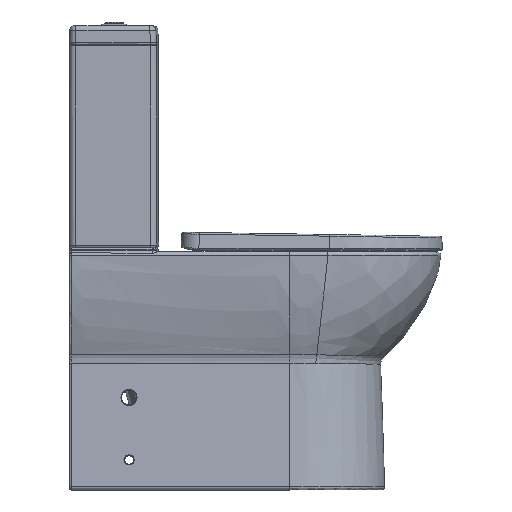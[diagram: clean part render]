
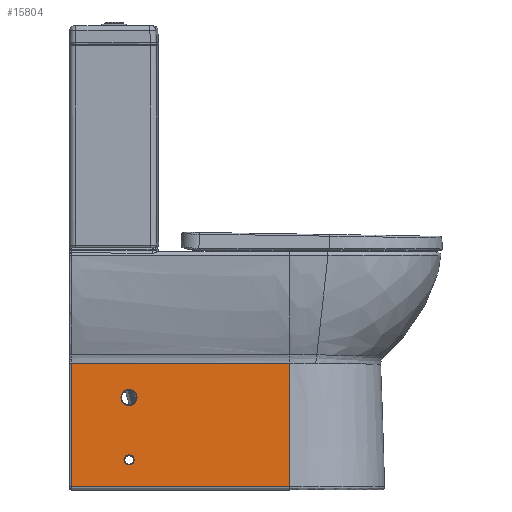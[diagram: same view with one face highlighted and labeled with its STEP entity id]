
A CAD part, top view. The second image highlights one B-rep face of the part: STEP entity #15804.
In plain terms, the highlighted planar face has unit normal (0, 0.032, 1).
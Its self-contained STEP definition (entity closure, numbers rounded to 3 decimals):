
#2264=DIRECTION('',(0.,-0.999,0.032));
#2265=VECTOR('',#2264,207.185);
#2266=CARTESIAN_POINT('',(-247.,-187.761,
153.247));
#2267=LINE('',#2266,#2265);
#2268=CARTESIAN_POINT('',(-247.,-187.761,
153.247));
#2269=CARTESIAN_POINT('',(-240.46,-187.761,
153.247));
#2270=CARTESIAN_POINT('',(-226.641,-187.76,
153.247));
#2271=CARTESIAN_POINT('',(-203.85,-187.759,
153.247));
#2272=CARTESIAN_POINT('',(-178.544,-187.756,
153.247));
#2273=CARTESIAN_POINT('',(-150.556,-187.751,
153.247));
#2274=CARTESIAN_POINT('',(-118.964,-187.741,
153.246));
#2275=CARTESIAN_POINT('',(-87.625,-187.722,
153.246));
#2276=CARTESIAN_POINT('',(-61.403,-187.695,
153.245));
#2277=CARTESIAN_POINT('',(-37.742,-187.66,
153.244));
#2278=CARTESIAN_POINT('',(-16.697,-187.625,
153.243));
#2279=CARTESIAN_POINT('',(2.27,-187.597,153.242));
#2280=CARTESIAN_POINT('',(19.405,-187.584,153.241));
#2281=CARTESIAN_POINT('',(34.961,-187.589,153.241));
#2282=CARTESIAN_POINT('',(49.123,-187.61,153.242));
#2283=CARTESIAN_POINT('',(62.049,-187.639,153.243));
#2284=CARTESIAN_POINT('',(73.872,-187.677,153.244));
#2285=CARTESIAN_POINT('',(84.718,-187.718,153.246));
#2286=CARTESIAN_POINT('',(94.665,-187.764,153.247));
#2287=CARTESIAN_POINT('',(103.816,-187.79,153.248));
#2288=CARTESIAN_POINT('',(112.192,-187.838,153.249));
#2289=CARTESIAN_POINT('',(117.295,-187.855,153.25));
#2290=CARTESIAN_POINT('',(119.724,-187.862,153.25));
#2292=CARTESIAN_POINT('',(119.724,-187.862,153.25));
#2293=CARTESIAN_POINT('',(119.755,-187.862,153.25));
#2294=CARTESIAN_POINT('',(119.816,-187.862,153.25));
#2295=CARTESIAN_POINT('',(119.908,-187.863,153.25));
#2296=CARTESIAN_POINT('',(119.969,-187.863,153.25));
#2297=CARTESIAN_POINT('',(120.,-187.863,153.25));
#2299=DIRECTION('',(0.,-0.999,0.032));
#2300=VECTOR('',#2299,207.082);
#2301=CARTESIAN_POINT('',(120.,-187.863,153.25));
#2302=LINE('',#2301,#2300);
#2303=DIRECTION('',(-1.,0.,0.));
#2304=VECTOR('',#2303,367.);
#2305=CARTESIAN_POINT('',(120.,-394.841,159.836));
#2306=LINE('',#2305,#2304);
#2307=CARTESIAN_POINT('',(-136.5,-244.968,155.067));
#2308=CARTESIAN_POINT('',(-136.5,-246.233,
155.107));
#2309=CARTESIAN_POINT('',(-136.842,-248.656,
155.185));
#2310=CARTESIAN_POINT('',(-138.325,-252.081,
155.293));
#2311=CARTESIAN_POINT('',(-140.679,-254.966,
155.385));
#2312=CARTESIAN_POINT('',(-143.72,-257.109,
155.453));
#2313=CARTESIAN_POINT('',(-147.231,-258.354,
155.493));
#2314=CARTESIAN_POINT('',(-150.94,-258.604,
155.501));
#2315=CARTESIAN_POINT('',(-154.589,-257.847,
155.477));
#2316=CARTESIAN_POINT('',(-157.909,-256.113,
155.422));
#2317=CARTESIAN_POINT('',(-160.469,-253.697,
155.345));
#2318=CARTESIAN_POINT('',(-162.111,-251.156,
155.264));
#2319=CARTESIAN_POINT('',(-163.174,-248.423,
155.177));
#2320=CARTESIAN_POINT('',(-163.5,-246.175,
155.106));
#2321=CARTESIAN_POINT('',(-163.5,-244.968,155.067));
#2323=CARTESIAN_POINT('',(-163.5,-244.968,155.067));
#2324=CARTESIAN_POINT('',(-163.5,-243.703,
155.027));
#2325=CARTESIAN_POINT('',(-163.158,-241.281,
154.95));
#2326=CARTESIAN_POINT('',(-161.675,-237.856,
154.841));
#2327=CARTESIAN_POINT('',(-159.321,-234.971,
154.749));
#2328=CARTESIAN_POINT('',(-156.28,-232.827,
154.681));
#2329=CARTESIAN_POINT('',(-152.769,-231.583,
154.641));
#2330=CARTESIAN_POINT('',(-149.06,-231.332,
154.633));
#2331=CARTESIAN_POINT('',(-145.411,-232.09,
154.657));
#2332=CARTESIAN_POINT('',(-142.091,-233.823,
154.713));
#2333=CARTESIAN_POINT('',(-139.531,-236.24,
154.789));
#2334=CARTESIAN_POINT('',(-137.889,-238.78,
154.87));
#2335=CARTESIAN_POINT('',(-136.826,-241.513,
154.957));
#2336=CARTESIAN_POINT('',(-136.5,-243.761,
155.029));
#2337=CARTESIAN_POINT('',(-136.5,-244.968,155.067));
#2339=CARTESIAN_POINT('',(-141.5,-349.968,158.408));
#2340=CARTESIAN_POINT('',(-141.5,-350.896,
158.438));
#2341=CARTESIAN_POINT('',(-141.788,-352.65,
158.493));
#2342=CARTESIAN_POINT('',(-143.034,-355.088,
158.571));
#2343=CARTESIAN_POINT('',(-144.971,-356.996,
158.632));
#2344=CARTESIAN_POINT('',(-147.407,-358.214,
158.67));
#2345=CARTESIAN_POINT('',(-150.102,-358.609,
158.683));
#2346=CARTESIAN_POINT('',(-152.779,-358.157,
158.669));
#2347=CARTESIAN_POINT('',(-155.215,-356.852,
158.627));
#2348=CARTESIAN_POINT('',(-156.987,-355.024,
158.569));
#2349=CARTESIAN_POINT('',(-158.185,-352.717,
158.496));
#2350=CARTESIAN_POINT('',(-158.5,-350.93,
158.439));
#2351=CARTESIAN_POINT('',(-158.5,-349.968,158.408));
#2353=CARTESIAN_POINT('',(-158.5,-349.968,158.408));
#2354=CARTESIAN_POINT('',(-158.5,-349.04,
158.379));
#2355=CARTESIAN_POINT('',(-158.212,-347.287,
158.323));
#2356=CARTESIAN_POINT('',(-156.966,-344.849,
158.245));
#2357=CARTESIAN_POINT('',(-155.029,-342.94,
158.184));
#2358=CARTESIAN_POINT('',(-152.593,-341.722,
158.146));
#2359=CARTESIAN_POINT('',(-149.898,-341.328,
158.133));
#2360=CARTESIAN_POINT('',(-147.221,-341.779,
158.148));
#2361=CARTESIAN_POINT('',(-144.785,-343.085,
158.189));
#2362=CARTESIAN_POINT('',(-143.013,-344.913,
158.247));
#2363=CARTESIAN_POINT('',(-141.815,-347.22,
158.321));
#2364=CARTESIAN_POINT('',(-141.5,-349.006,
158.377));
#2365=CARTESIAN_POINT('',(-141.5,-349.968,158.408));
#2427=CARTESIAN_POINT('',(120.,-394.841,159.836));
#2429=CARTESIAN_POINT('',(120.,-187.863,153.25));
#7402=VERTEX_POINT('',#2429);
#7434=VERTEX_POINT('',#2427);
#7484=VERTEX_POINT('',#2292);
#7958=CARTESIAN_POINT('',(-247.,-394.841,159.836));
#7959=VERTEX_POINT('',#7958);
#7962=CARTESIAN_POINT('',(-247.,-187.761,
153.247));
#7963=VERTEX_POINT('',#7962);
#8276=VERTEX_POINT('',#2307);
#8277=VERTEX_POINT('',#2321);
#8280=VERTEX_POINT('',#2339);
#8281=VERTEX_POINT('',#2351);
#15776=CARTESIAN_POINT('',(-65.,-290.,156.5));
#15777=DIRECTION('',(0.,0.032,0.999));
#15778=DIRECTION('',(1.,0.,0.));
#15779=AXIS2_PLACEMENT_3D('',#15776,#15777,#15778);
#15780=PLANE('',#15779);
#15782=ORIENTED_EDGE('',*,*,#15781,.F.);
#15784=ORIENTED_EDGE('',*,*,#15783,.T.);
#15786=ORIENTED_EDGE('',*,*,#15785,.T.);
#15788=ORIENTED_EDGE('',*,*,#15787,.T.);
#15790=ORIENTED_EDGE('',*,*,#15789,.T.);
#15791=EDGE_LOOP('',(#15782,#15784,#15786,#15788,#15790));
#15792=FACE_OUTER_BOUND('',#15791,.F.);
#15794=ORIENTED_EDGE('',*,*,#15793,.F.);
#15796=ORIENTED_EDGE('',*,*,#15795,.F.);
#15797=EDGE_LOOP('',(#15794,#15796));
#15798=FACE_BOUND('',#15797,.F.);
#15800=ORIENTED_EDGE('',*,*,#15799,.F.);
#15801=ORIENTED_EDGE('',*,*,#15766,.F.);
#15802=EDGE_LOOP('',(#15800,#15801));
#15803=FACE_BOUND('',#15802,.F.);
#15804=ADVANCED_FACE('',(#15792,#15798,#15803),#15780,.T.);
#2291=B_SPLINE_CURVE_WITH_KNOTS('',3,(#2268,#2269,#2270,#2271,#2272,#2273,#2274,
#2275,#2276,#2277,#2278,#2279,#2280,#2281,#2282,#2283,#2284,#2285,#2286,#2287,
#2288,#2289,#2290),.UNSPECIFIED.,.F.,.F.,(4,1,1,1,1,1,1,1,1,1,1,1,1,1,1,1,1,1,1,
1,4),(0.,0.05,0.1,0.15,0.2,0.25,0.3,0.35,0.4,0.45,0.5,
0.55,0.6,0.65,0.7,0.75,0.8,0.85,0.9,0.95,1.),.UNSPECIFIED.);
#2298=B_SPLINE_CURVE_WITH_KNOTS('',3,(#2292,#2293,#2294,#2295,#2296,#2297),
.UNSPECIFIED.,.F.,.F.,(4,1,1,4),(0.,0.333,0.667,1.),
.UNSPECIFIED.);
#2322=B_SPLINE_CURVE_WITH_KNOTS('',3,(#2307,#2308,#2309,#2310,#2311,#2312,#2313,
#2314,#2315,#2316,#2317,#2318,#2319,#2320,#2321),.UNSPECIFIED.,.F.,.F.,(4,1,1,1,
1,1,1,1,1,1,1,1,4),(0.,0.083,0.167,0.25,
0.333,0.417,0.5,0.583,0.667,
0.75,0.833,0.917,1.),.UNSPECIFIED.);
#2338=B_SPLINE_CURVE_WITH_KNOTS('',3,(#2323,#2324,#2325,#2326,#2327,#2328,#2329,
#2330,#2331,#2332,#2333,#2334,#2335,#2336,#2337),.UNSPECIFIED.,.F.,.F.,(4,1,1,1,
1,1,1,1,1,1,1,1,4),(0.,0.083,0.167,0.25,
0.333,0.417,0.5,0.583,0.667,
0.75,0.833,0.917,1.),.UNSPECIFIED.);
#2352=B_SPLINE_CURVE_WITH_KNOTS('',3,(#2339,#2340,#2341,#2342,#2343,#2344,#2345,
#2346,#2347,#2348,#2349,#2350,#2351),.UNSPECIFIED.,.F.,.F.,(4,1,1,1,1,1,1,1,1,1,
4),(0.,0.1,0.2,0.3,0.4,0.5,0.6,0.7,0.8,0.9,1.),
.UNSPECIFIED.);
#2366=B_SPLINE_CURVE_WITH_KNOTS('',3,(#2353,#2354,#2355,#2356,#2357,#2358,#2359,
#2360,#2361,#2362,#2363,#2364,#2365),.UNSPECIFIED.,.F.,.F.,(4,1,1,1,1,1,1,1,1,1,
4),(0.,0.1,0.2,0.3,0.4,0.5,0.6,0.7,0.8,0.9,1.),
.UNSPECIFIED.);
#15766=EDGE_CURVE('',#8281,#8280,#2366,.T.);
#15781=EDGE_CURVE('',#7963,#7959,#2267,.T.);
#15783=EDGE_CURVE('',#7963,#7484,#2291,.T.);
#15785=EDGE_CURVE('',#7484,#7402,#2298,.T.);
#15787=EDGE_CURVE('',#7402,#7434,#2302,.T.);
#15789=EDGE_CURVE('',#7434,#7959,#2306,.T.);
#15793=EDGE_CURVE('',#8276,#8277,#2322,.T.);
#15795=EDGE_CURVE('',#8277,#8276,#2338,.T.);
#15799=EDGE_CURVE('',#8280,#8281,#2352,.T.);
